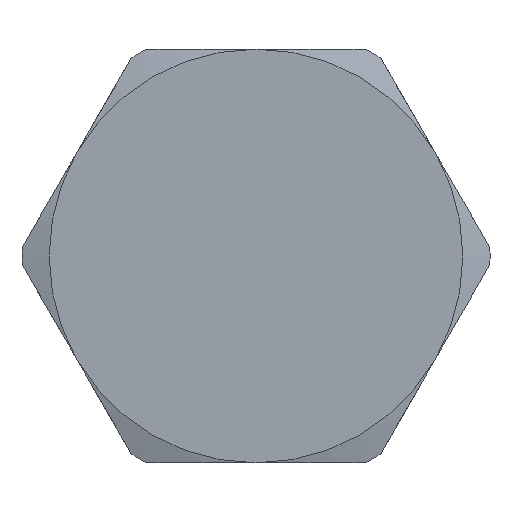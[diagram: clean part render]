
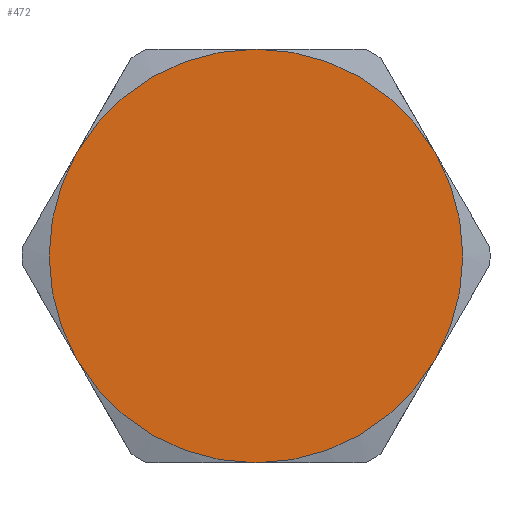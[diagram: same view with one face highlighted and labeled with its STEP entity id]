
A CAD part, left-side view. The second image highlights one B-rep face of the part: STEP entity #472.
In plain terms, the highlighted planar face has unit normal (-1, 0, 0).
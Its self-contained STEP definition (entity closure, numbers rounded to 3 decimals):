
#81=PLANE('',#536);
#126=FACE_OUTER_BOUND('',#161,.T.);
#161=EDGE_LOOP('',(#422,#423,#424,#425,#426,#427));
#183=CIRCLE('',#514,40.);
#184=CIRCLE('',#516,40.);
#187=CIRCLE('',#520,40.);
#188=CIRCLE('',#522,40.);
#191=CIRCLE('',#526,40.);
#193=CIRCLE('',#535,40.);
#219=VERTEX_POINT('',#2587);
#222=VERTEX_POINT('',#2599);
#225=VERTEX_POINT('',#2611);
#228=VERTEX_POINT('',#2623);
#231=VERTEX_POINT('',#2635);
#234=VERTEX_POINT('',#2647);
#292=EDGE_CURVE('',#234,#225,#183,.T.);
#293=EDGE_CURVE('',#225,#228,#184,.T.);
#296=EDGE_CURVE('',#228,#222,#187,.T.);
#297=EDGE_CURVE('',#222,#231,#188,.T.);
#300=EDGE_CURVE('',#231,#219,#191,.T.);
#302=EDGE_CURVE('',#219,#234,#193,.T.);
#422=ORIENTED_EDGE('',*,*,#297,.F.);
#423=ORIENTED_EDGE('',*,*,#296,.F.);
#424=ORIENTED_EDGE('',*,*,#293,.F.);
#425=ORIENTED_EDGE('',*,*,#292,.F.);
#426=ORIENTED_EDGE('',*,*,#302,.F.);
#427=ORIENTED_EDGE('',*,*,#300,.F.);
#472=ADVANCED_FACE('',(#126),#81,.T.);
#514=AXIS2_PLACEMENT_3D('',#2660,#621,#622);
#516=AXIS2_PLACEMENT_3D('',#2662,#625,#626);
#520=AXIS2_PLACEMENT_3D('',#2666,#633,#634);
#522=AXIS2_PLACEMENT_3D('',#2668,#637,#638);
#526=AXIS2_PLACEMENT_3D('',#2672,#645,#646);
#535=AXIS2_PLACEMENT_3D('',#2681,#663,#664);
#536=AXIS2_PLACEMENT_3D('',#2682,#665,#666);
#621=DIRECTION('center_axis',(1.,0.,0.));
#622=DIRECTION('ref_axis',(0.,-1.,0.));
#625=DIRECTION('center_axis',(1.,0.,0.));
#626=DIRECTION('ref_axis',(0.,-1.,0.));
#633=DIRECTION('center_axis',(1.,0.,0.));
#634=DIRECTION('ref_axis',(0.,-1.,0.));
#637=DIRECTION('center_axis',(1.,0.,0.));
#638=DIRECTION('ref_axis',(0.,-1.,0.));
#645=DIRECTION('center_axis',(1.,0.,0.));
#646=DIRECTION('ref_axis',(0.,-1.,0.));
#663=DIRECTION('center_axis',(1.,0.,0.));
#664=DIRECTION('ref_axis',(0.,-1.,0.));
#665=DIRECTION('center_axis',(-1.,0.,0.));
#666=DIRECTION('ref_axis',(0.,0.,1.));
#2587=CARTESIAN_POINT('',(-23.14,0.,40.));
#2599=CARTESIAN_POINT('',(-23.14,34.641,-20.));
#2611=CARTESIAN_POINT('',(-23.14,-34.641,-20.));
#2623=CARTESIAN_POINT('',(-23.14,0.,-40.));
#2635=CARTESIAN_POINT('',(-23.14,34.641,20.));
#2647=CARTESIAN_POINT('',(-23.14,-34.641,20.));
#2660=CARTESIAN_POINT('Origin',(-23.14,0.,0.));
#2662=CARTESIAN_POINT('Origin',(-23.14,0.,0.));
#2666=CARTESIAN_POINT('Origin',(-23.14,0.,0.));
#2668=CARTESIAN_POINT('Origin',(-23.14,0.,0.));
#2672=CARTESIAN_POINT('Origin',(-23.14,0.,0.));
#2681=CARTESIAN_POINT('Origin',(-23.14,0.,0.));
#2682=CARTESIAN_POINT('Origin',(-23.14,0.,0.));
